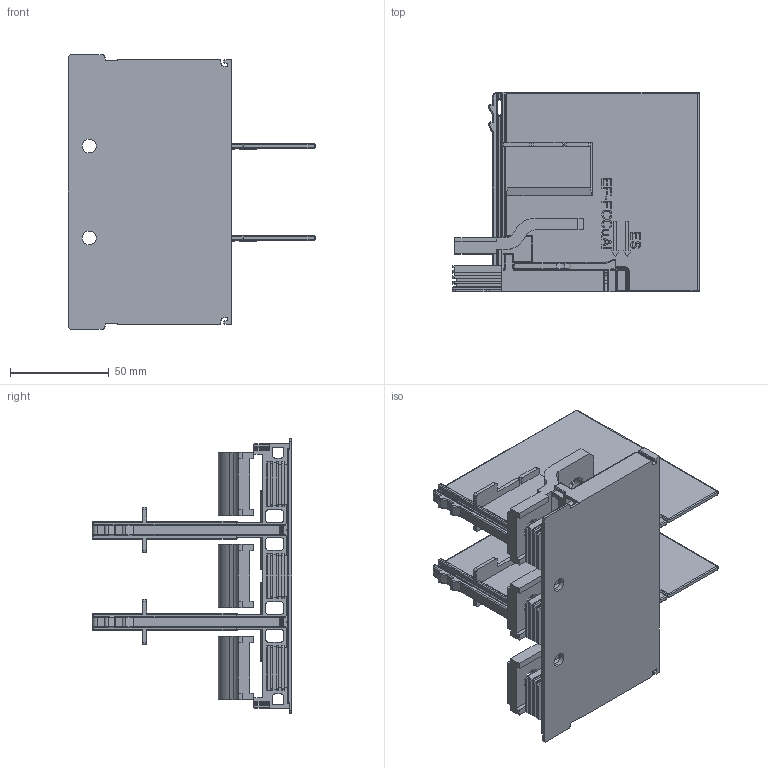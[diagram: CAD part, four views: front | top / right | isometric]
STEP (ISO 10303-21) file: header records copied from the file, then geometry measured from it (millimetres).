
FILE_DESCRIPTION((''),'2;1');
FILE_NAME('1SDH002065A1119_IGES','2022-01-27T12:07:16',('ITMADEL7'),(''),'CREO PARAMETRIC BY PTC INC, 2019030','CREO PARAMETRIC BY PTC INC, 2019030','');
FILE_SCHEMA(('AUTOMOTIVE_DESIGN { 1 0 10303 214 1 1 1 1 }'));
Products named in the file (1): 1SDH002065A1119_IGES
Bounding box: 125 x 101 x 139 mm (x, y, z)
Volume: 174486.2 mm3; surface area: 121400.4 mm2
Topology: 4 solids, 4 shells, 2865 faces, 7485 edges, 4689 vertices
Faces by surface type: plane 1666, cylinder 765, torus 190, sphere 144, bspline 64, cone 36
Entity records: 94306 total; most frequent: CARTESIAN_POINT 23035, ORIENTED_EDGE 14970, DIRECTION 14392, EDGE_CURVE 7485, VECTOR 5470, LINE 5470, VERTEX_POINT 4689, AXIS2_PLACEMENT_3D 4461
